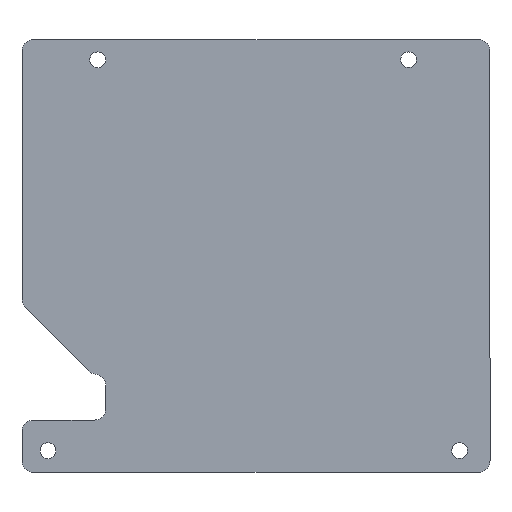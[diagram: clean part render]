
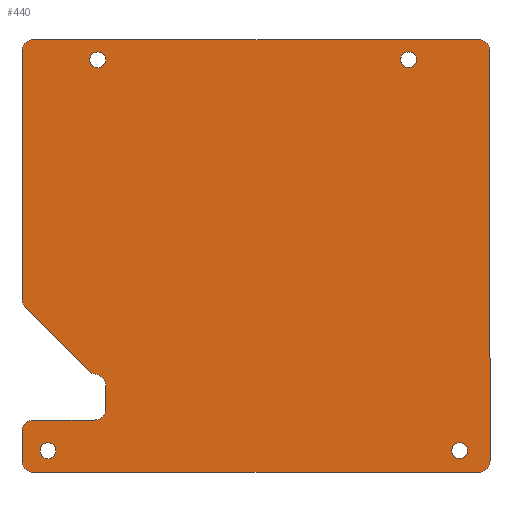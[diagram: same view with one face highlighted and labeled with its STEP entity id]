
A CAD part, top view. The second image highlights one B-rep face of the part: STEP entity #440.
In plain terms, the highlighted planar face has unit normal (0, 0, 1).
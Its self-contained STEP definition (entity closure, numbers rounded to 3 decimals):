
#19=FACE_BOUND('',#66,.T.);
#20=FACE_BOUND('',#67,.T.);
#21=FACE_BOUND('',#68,.T.);
#22=FACE_BOUND('',#69,.T.);
#29=PLANE('',#484);
#42=FACE_OUTER_BOUND('',#65,.T.);
#65=EDGE_LOOP('',(#316,#317,#318,#319,#320,#321,#322,#323,#324,#325,#326,
#327,#328,#329,#330,#331,#332));
#66=EDGE_LOOP('',(#333));
#67=EDGE_LOOP('',(#334));
#68=EDGE_LOOP('',(#335));
#69=EDGE_LOOP('',(#336));
#93=LINE('',#677,#130);
#98=LINE('',#695,#135);
#101=LINE('',#701,#138);
#102=LINE('',#705,#139);
#103=LINE('',#709,#140);
#104=LINE('',#713,#141);
#105=LINE('',#717,#142);
#106=LINE('',#721,#143);
#130=VECTOR('',#537,10.);
#135=VECTOR('',#556,10.);
#138=VECTOR('',#561,10.);
#139=VECTOR('',#564,10.);
#140=VECTOR('',#567,10.);
#141=VECTOR('',#570,10.);
#142=VECTOR('',#573,10.);
#143=VECTOR('',#576,10.);
#165=CIRCLE('',#474,2.);
#167=CIRCLE('',#478,2.);
#169=CIRCLE('',#481,2.);
#171=CIRCLE('',#485,2.);
#172=CIRCLE('',#486,2.);
#173=CIRCLE('',#487,2.);
#174=CIRCLE('',#488,2.);
#175=CIRCLE('',#489,2.);
#176=CIRCLE('',#490,2.);
#177=CIRCLE('',#491,1.375);
#178=CIRCLE('',#492,1.375);
#179=CIRCLE('',#493,1.375);
#180=CIRCLE('',#494,1.375);
#191=VERTEX_POINT('',#667);
#192=VERTEX_POINT('',#668);
#195=VERTEX_POINT('',#676);
#197=VERTEX_POINT('',#682);
#199=VERTEX_POINT('',#688);
#201=VERTEX_POINT('',#694);
#203=VERTEX_POINT('',#700);
#204=VERTEX_POINT('',#702);
#205=VERTEX_POINT('',#704);
#206=VERTEX_POINT('',#706);
#207=VERTEX_POINT('',#708);
#208=VERTEX_POINT('',#710);
#209=VERTEX_POINT('',#712);
#210=VERTEX_POINT('',#714);
#211=VERTEX_POINT('',#716);
#212=VERTEX_POINT('',#718);
#213=VERTEX_POINT('',#720);
#214=VERTEX_POINT('',#723);
#215=VERTEX_POINT('',#725);
#216=VERTEX_POINT('',#727);
#217=VERTEX_POINT('',#729);
#233=EDGE_CURVE('',#191,#192,#165,.T.);
#237=EDGE_CURVE('',#195,#192,#93,.T.);
#240=EDGE_CURVE('',#197,#195,#167,.F.);
#243=EDGE_CURVE('',#197,#199,#169,.T.);
#246=EDGE_CURVE('',#201,#199,#98,.T.);
#249=EDGE_CURVE('',#191,#203,#101,.T.);
#250=EDGE_CURVE('',#204,#203,#171,.T.);
#251=EDGE_CURVE('',#204,#205,#102,.T.);
#252=EDGE_CURVE('',#206,#205,#172,.T.);
#253=EDGE_CURVE('',#206,#207,#103,.T.);
#254=EDGE_CURVE('',#208,#207,#173,.T.);
#255=EDGE_CURVE('',#209,#208,#104,.T.);
#256=EDGE_CURVE('',#210,#209,#174,.T.);
#257=EDGE_CURVE('',#211,#210,#105,.T.);
#258=EDGE_CURVE('',#212,#211,#175,.T.);
#259=EDGE_CURVE('',#212,#213,#106,.T.);
#260=EDGE_CURVE('',#201,#213,#176,.T.);
#261=EDGE_CURVE('',#214,#214,#177,.T.);
#262=EDGE_CURVE('',#215,#215,#178,.T.);
#263=EDGE_CURVE('',#216,#216,#179,.T.);
#264=EDGE_CURVE('',#217,#217,#180,.T.);
#316=ORIENTED_EDGE('',*,*,#240,.T.);
#317=ORIENTED_EDGE('',*,*,#237,.T.);
#318=ORIENTED_EDGE('',*,*,#233,.F.);
#319=ORIENTED_EDGE('',*,*,#249,.T.);
#320=ORIENTED_EDGE('',*,*,#250,.F.);
#321=ORIENTED_EDGE('',*,*,#251,.T.);
#322=ORIENTED_EDGE('',*,*,#252,.F.);
#323=ORIENTED_EDGE('',*,*,#253,.T.);
#324=ORIENTED_EDGE('',*,*,#254,.F.);
#325=ORIENTED_EDGE('',*,*,#255,.F.);
#326=ORIENTED_EDGE('',*,*,#256,.F.);
#327=ORIENTED_EDGE('',*,*,#257,.F.);
#328=ORIENTED_EDGE('',*,*,#258,.F.);
#329=ORIENTED_EDGE('',*,*,#259,.T.);
#330=ORIENTED_EDGE('',*,*,#260,.F.);
#331=ORIENTED_EDGE('',*,*,#246,.T.);
#332=ORIENTED_EDGE('',*,*,#243,.F.);
#333=ORIENTED_EDGE('',*,*,#261,.T.);
#334=ORIENTED_EDGE('',*,*,#262,.T.);
#335=ORIENTED_EDGE('',*,*,#263,.T.);
#336=ORIENTED_EDGE('',*,*,#264,.T.);
#440=ADVANCED_FACE('',(#42,#19,#20,#21,#22),#29,.T.);
#474=AXIS2_PLACEMENT_3D('',#669,#529,#530);
#478=AXIS2_PLACEMENT_3D('',#683,#542,#543);
#481=AXIS2_PLACEMENT_3D('',#689,#549,#550);
#484=AXIS2_PLACEMENT_3D('',#699,#559,#560);
#485=AXIS2_PLACEMENT_3D('',#703,#562,#563);
#486=AXIS2_PLACEMENT_3D('',#707,#565,#566);
#487=AXIS2_PLACEMENT_3D('',#711,#568,#569);
#488=AXIS2_PLACEMENT_3D('',#715,#571,#572);
#489=AXIS2_PLACEMENT_3D('',#719,#574,#575);
#490=AXIS2_PLACEMENT_3D('',#722,#577,#578);
#491=AXIS2_PLACEMENT_3D('',#724,#579,#580);
#492=AXIS2_PLACEMENT_3D('',#726,#581,#582);
#493=AXIS2_PLACEMENT_3D('',#728,#583,#584);
#494=AXIS2_PLACEMENT_3D('',#730,#585,#586);
#529=DIRECTION('center_axis',(0.,0.,1.));
#530=DIRECTION('ref_axis',(0.707,-0.707,0.));
#537=DIRECTION('',(0.,-1.,0.));
#542=DIRECTION('center_axis',(0.,0.,1.));
#543=DIRECTION('ref_axis',(-1.,0.,0.));
#549=DIRECTION('center_axis',(0.,0.,-1.));
#550=DIRECTION('ref_axis',(-0.383,-0.924,0.));
#556=DIRECTION('',(0.706,-0.708,0.));
#559=DIRECTION('center_axis',(0.,0.,1.));
#560=DIRECTION('ref_axis',(1.,0.,0.));
#561=DIRECTION('',(-1.,0.,0.));
#562=DIRECTION('center_axis',(0.,0.,-1.));
#563=DIRECTION('ref_axis',(-0.707,0.707,0.));
#564=DIRECTION('',(0.,-1.,0.));
#565=DIRECTION('center_axis',(0.,0.,-1.));
#566=DIRECTION('ref_axis',(-0.707,-0.707,0.));
#567=DIRECTION('',(1.,0.,0.));
#568=DIRECTION('center_axis',(0.,0.,-1.));
#569=DIRECTION('ref_axis',(0.707,-0.707,0.));
#570=DIRECTION('',(0.,-1.,0.));
#571=DIRECTION('center_axis',(0.,0.,-1.));
#572=DIRECTION('ref_axis',(0.707,0.707,0.));
#573=DIRECTION('',(1.,0.,0.));
#574=DIRECTION('center_axis',(0.,0.,-1.));
#575=DIRECTION('ref_axis',(-0.707,0.707,0.));
#576=DIRECTION('',(0.,-1.,0.));
#577=DIRECTION('center_axis',(0.,0.,-1.));
#578=DIRECTION('ref_axis',(-0.924,-0.382,0.));
#579=DIRECTION('center_axis',(0.,0.,-1.));
#580=DIRECTION('ref_axis',(-1.,0.,0.));
#581=DIRECTION('center_axis',(0.,0.,-1.));
#582=DIRECTION('ref_axis',(-1.,0.,0.));
#583=DIRECTION('center_axis',(0.,0.,-1.));
#584=DIRECTION('ref_axis',(-1.,0.,0.));
#585=DIRECTION('center_axis',(0.,0.,-1.));
#586=DIRECTION('ref_axis',(-1.,0.,0.));
#667=CARTESIAN_POINT('',(125.559,-126.828,1.6));
#668=CARTESIAN_POINT('',(127.559,-124.828,1.6));
#669=CARTESIAN_POINT('Origin',(125.559,-124.828,1.6));
#676=CARTESIAN_POINT('',(127.559,-120.867,1.6));
#677=CARTESIAN_POINT('',(127.559,-109.58,1.6));
#682=CARTESIAN_POINT('',(125.772,-118.879,1.6));
#683=CARTESIAN_POINT('Origin',(125.559,-120.867,1.6));
#688=CARTESIAN_POINT('',(124.568,-118.302,1.6));
#689=CARTESIAN_POINT('Origin',(125.984,-116.89,1.6));
#694=CARTESIAN_POINT('',(113.613,-107.311,1.6));
#695=CARTESIAN_POINT('',(127.849,-121.594,1.6));
#699=CARTESIAN_POINT('Origin',(154.65,-100.27,1.6));
#700=CARTESIAN_POINT('',(115.03,-126.828,1.6));
#701=CARTESIAN_POINT('',(133.84,-126.828,1.6));
#702=CARTESIAN_POINT('',(113.03,-128.828,1.6));
#703=CARTESIAN_POINT('Origin',(115.03,-128.828,1.6));
#704=CARTESIAN_POINT('',(113.03,-133.89,1.6));
#705=CARTESIAN_POINT('',(113.03,-80.58,1.6));
#706=CARTESIAN_POINT('',(115.03,-135.89,1.6));
#707=CARTESIAN_POINT('Origin',(115.03,-133.89,1.6));
#708=CARTESIAN_POINT('',(192.146,-135.89,1.6));
#709=CARTESIAN_POINT('',(133.84,-135.89,1.6));
#710=CARTESIAN_POINT('',(194.146,-133.89,1.6));
#711=CARTESIAN_POINT('Origin',(192.146,-133.89,1.6));
#712=CARTESIAN_POINT('',(194.146,-62.89,1.6));
#713=CARTESIAN_POINT('',(194.146,-118.252,1.6));
#714=CARTESIAN_POINT('',(192.146,-60.89,1.6));
#715=CARTESIAN_POINT('Origin',(192.146,-62.89,1.6));
#716=CARTESIAN_POINT('',(115.03,-60.89,1.6));
#717=CARTESIAN_POINT('',(169.219,-60.89,1.6));
#718=CARTESIAN_POINT('',(113.03,-62.89,1.6));
#719=CARTESIAN_POINT('Origin',(115.03,-62.89,1.6));
#720=CARTESIAN_POINT('',(113.03,-105.899,1.6));
#721=CARTESIAN_POINT('',(113.03,-80.58,1.6));
#722=CARTESIAN_POINT('Origin',(115.03,-105.899,1.6));
#723=CARTESIAN_POINT('',(118.905,-132.139,1.6));
#724=CARTESIAN_POINT('Origin',(117.53,-132.139,1.6));
#725=CARTESIAN_POINT('',(181.405,-64.39,1.6));
#726=CARTESIAN_POINT('Origin',(180.03,-64.39,1.6));
#727=CARTESIAN_POINT('',(190.247,-132.139,1.6));
#728=CARTESIAN_POINT('Origin',(188.872,-132.139,1.6));
#729=CARTESIAN_POINT('',(127.544,-64.39,1.6));
#730=CARTESIAN_POINT('Origin',(126.169,-64.39,1.6));
